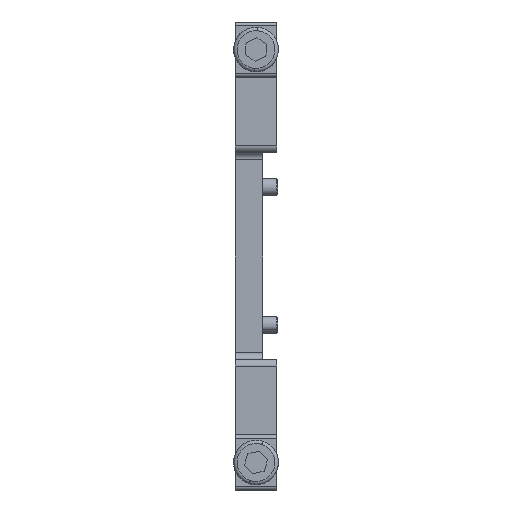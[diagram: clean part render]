
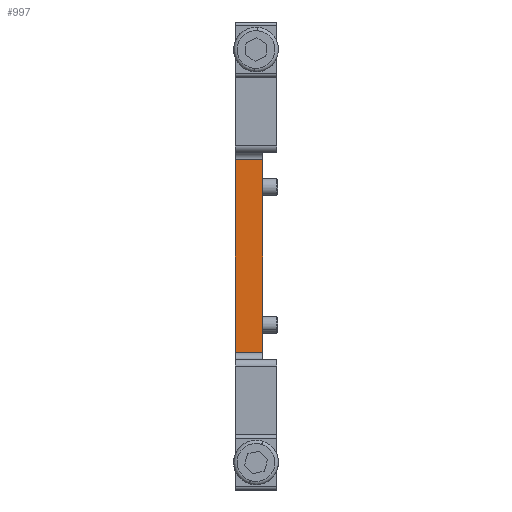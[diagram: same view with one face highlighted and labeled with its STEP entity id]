
A CAD part, left-side view. The second image highlights one B-rep face of the part: STEP entity #997.
In plain terms, the highlighted planar face has unit normal (-1, 0, 0).
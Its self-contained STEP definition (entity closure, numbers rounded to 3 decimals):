
#315 = DIRECTION ( 'NONE',  ( 0., 0., 1. ) ) ;
#332 = CARTESIAN_POINT ( 'NONE',  ( -90., 12., 28. ) ) ;
#647 = CARTESIAN_POINT ( 'NONE',  ( -90., 4., -28. ) ) ;
#957 = DIRECTION ( 'NONE',  ( 0., -1., 0. ) ) ;
#989 = VERTEX_POINT ( 'NONE', #332 ) ;
#997 = ADVANCED_FACE ( 'NONE', ( #3505 ), #6986, .F. ) ;
#1060 = ORIENTED_EDGE ( 'NONE', *, *, #3922, .T. ) ;
#1068 = EDGE_LOOP ( 'NONE', ( #1903, #1060, #5641, #1776 ) ) ;
#1743 = DIRECTION ( 'NONE',  ( 0., -1., 0. ) ) ;
#1776 = ORIENTED_EDGE ( 'NONE', *, *, #3610, .F. ) ;
#1903 = ORIENTED_EDGE ( 'NONE', *, *, #4653, .T. ) ;
#1985 = EDGE_CURVE ( 'NONE', #989, #6993, #4023, .T. ) ;
#2319 = CARTESIAN_POINT ( 'NONE',  ( -90., 12., 28. ) ) ;
#2341 = AXIS2_PLACEMENT_3D ( 'NONE', #3369, #7573, #3996 ) ;
#2439 = VECTOR ( 'NONE', #315, 1000. ) ;
#2630 = DIRECTION ( 'NONE',  ( 0., 0., 1. ) ) ;
#2931 = VECTOR ( 'NONE', #2630, 1000. ) ;
#3369 = CARTESIAN_POINT ( 'NONE',  ( -90., 12., -28. ) ) ;
#3505 = FACE_OUTER_BOUND ( 'NONE', #1068, .T. ) ;
#3610 = EDGE_CURVE ( 'NONE', #3783, #989, #6138, .T. ) ;
#3783 = VERTEX_POINT ( 'NONE', #4992 ) ;
#3922 = EDGE_CURVE ( 'NONE', #4457, #6993, #7622, .T. ) ;
#3996 = DIRECTION ( 'NONE',  ( 0., 1., 0. ) ) ;
#4023 = LINE ( 'NONE', #2319, #5428 ) ;
#4457 = VERTEX_POINT ( 'NONE', #647 ) ;
#4603 = CARTESIAN_POINT ( 'NONE',  ( -90., 12., -28. ) ) ;
#4653 = EDGE_CURVE ( 'NONE', #3783, #4457, #5114, .T. ) ;
#4992 = CARTESIAN_POINT ( 'NONE',  ( -90., 12., -28. ) ) ;
#5114 = LINE ( 'NONE', #4603, #6690 ) ;
#5132 = CARTESIAN_POINT ( 'NONE',  ( -90., 4., -28. ) ) ;
#5428 = VECTOR ( 'NONE', #1743, 1000. ) ;
#5641 = ORIENTED_EDGE ( 'NONE', *, *, #1985, .F. ) ;
#6138 = LINE ( 'NONE', #6266, #2931 ) ;
#6266 = CARTESIAN_POINT ( 'NONE',  ( -90., 12., -28. ) ) ;
#6690 = VECTOR ( 'NONE', #957, 1000. ) ;
#6986 = PLANE ( 'NONE',  #2341 ) ;
#6993 = VERTEX_POINT ( 'NONE', #7110 ) ;
#7110 = CARTESIAN_POINT ( 'NONE',  ( -90., 4., 28. ) ) ;
#7573 = DIRECTION ( 'NONE',  ( 1., 0., 0. ) ) ;
#7622 = LINE ( 'NONE', #5132, #2439 ) ;
